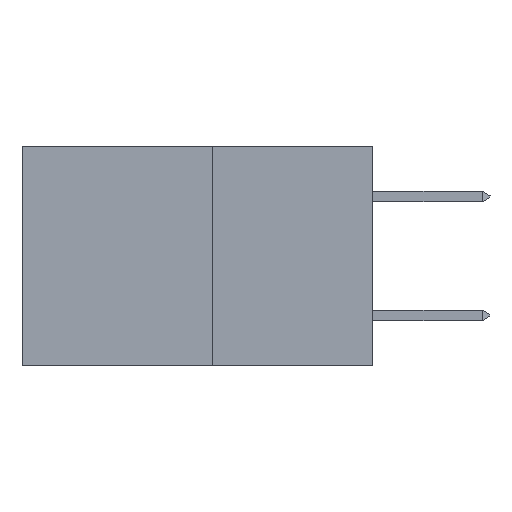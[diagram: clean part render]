
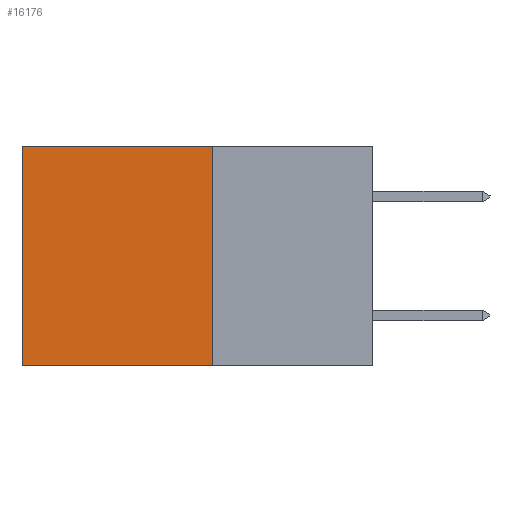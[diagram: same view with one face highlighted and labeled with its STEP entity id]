
A CAD part, left-side view. The second image highlights one B-rep face of the part: STEP entity #16176.
In plain terms, the highlighted planar face has unit normal (-1, 0, 0).
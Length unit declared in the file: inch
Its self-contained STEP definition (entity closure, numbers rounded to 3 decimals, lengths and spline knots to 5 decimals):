
#1499 = FACE_OUTER_BOUND ( 'NONE', #5904, .T. ) ;
#1546 = LINE ( 'NONE', #19478, #14327 ) ;
#2428 = EDGE_CURVE ( 'NONE', #21646, #29224, #3254, .T. ) ;
#2680 = DIRECTION ( 'NONE',  ( 0., 1., 0. ) ) ;
#3254 = LINE ( 'NONE', #20504, #17540 ) ;
#5081 = CARTESIAN_POINT ( 'NONE',  ( 0.277, 0.59, 0. ) ) ;
#5156 = LINE ( 'NONE', #18534, #23564 ) ;
#5904 = EDGE_LOOP ( 'NONE', ( #5950, #18582, #8737, #15564 ) ) ;
#5950 = ORIENTED_EDGE ( 'NONE', *, *, #9343, .T. ) ;
#6528 = VERTEX_POINT ( 'NONE', #5081 ) ;
#8737 = ORIENTED_EDGE ( 'NONE', *, *, #9373, .F. ) ;
#9343 = EDGE_CURVE ( 'NONE', #6528, #29224, #5156, .T. ) ;
#9373 = EDGE_CURVE ( 'NONE', #13973, #21646, #17174, .T. ) ;
#10426 = AXIS2_PLACEMENT_3D ( 'NONE', #21405, #31090, #16667 ) ;
#13848 = DIRECTION ( 'NONE',  ( 0., 0., -1. ) ) ;
#13973 = VERTEX_POINT ( 'NONE', #14442 ) ;
#14327 = VECTOR ( 'NONE', #2680, 39.37008 ) ;
#14442 = CARTESIAN_POINT ( 'NONE',  ( 0.277, 0.27, 0. ) ) ;
#15564 = ORIENTED_EDGE ( 'NONE', *, *, #29035, .T. ) ;
#16133 = DIRECTION ( 'NONE',  ( 0., 0., -1. ) ) ;
#16176 = ADVANCED_FACE ( 'NONE', ( #1499 ), #28651, .F. ) ;
#16415 = VECTOR ( 'NONE', #13848, 39.37008 ) ;
#16667 = DIRECTION ( 'NONE',  ( 0., 0., -1. ) ) ;
#17174 = LINE ( 'NONE', #18642, #16415 ) ;
#17540 = VECTOR ( 'NONE', #25733, 39.37008 ) ;
#17702 = CARTESIAN_POINT ( 'NONE',  ( 0.277, 0.59, -0.37 ) ) ;
#18534 = CARTESIAN_POINT ( 'NONE',  ( 0.277, 0.59, -0.37 ) ) ;
#18582 = ORIENTED_EDGE ( 'NONE', *, *, #2428, .F. ) ;
#18642 = CARTESIAN_POINT ( 'NONE',  ( 0.277, 0.27, -0.37 ) ) ;
#19478 = CARTESIAN_POINT ( 'NONE',  ( 0.277, 0.27, 0. ) ) ;
#20504 = CARTESIAN_POINT ( 'NONE',  ( 0.277, 0.27, -0.37 ) ) ;
#21405 = CARTESIAN_POINT ( 'NONE',  ( 0.277, 0.27, -0.37 ) ) ;
#21646 = VERTEX_POINT ( 'NONE', #30202 ) ;
#23564 = VECTOR ( 'NONE', #16133, 39.37008 ) ;
#25733 = DIRECTION ( 'NONE',  ( 0., 1., 0. ) ) ;
#28651 = PLANE ( 'NONE',  #10426 ) ;
#29035 = EDGE_CURVE ( 'NONE', #13973, #6528, #1546, .T. ) ;
#29224 = VERTEX_POINT ( 'NONE', #17702 ) ;
#30202 = CARTESIAN_POINT ( 'NONE',  ( 0.277, 0.27, -0.37 ) ) ;
#31090 = DIRECTION ( 'NONE',  ( 1., 0., 0. ) ) ;
